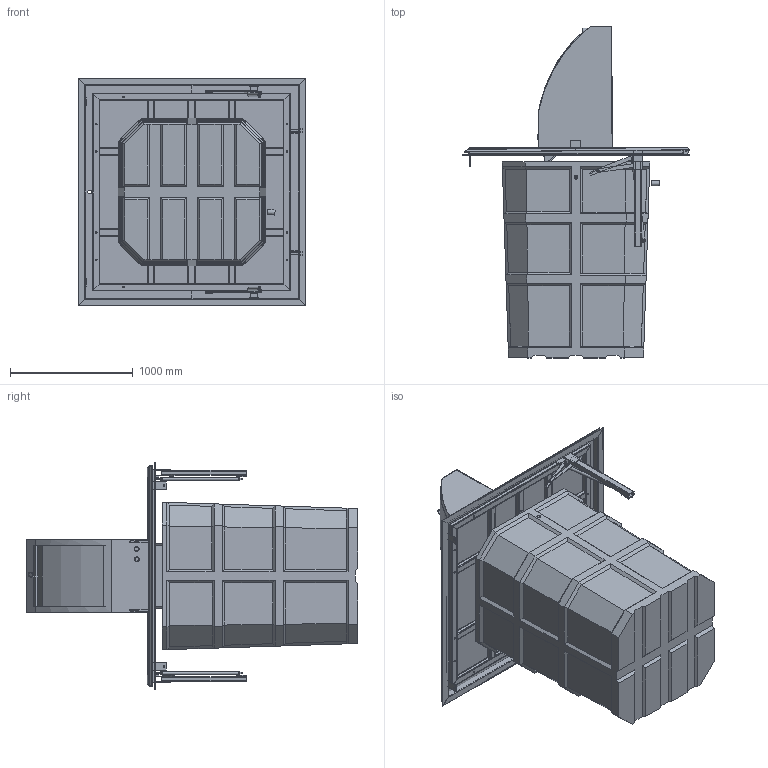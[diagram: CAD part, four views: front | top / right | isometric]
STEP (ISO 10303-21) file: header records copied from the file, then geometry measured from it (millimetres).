
FILE_DESCRIPTION(/* description */ ('STEP AP242','CAx-IF Rec.Pracs.---Representation and Presentation of Product Manufacturing Information (PMI)---4.0---2014-10-13','CAx-IF Rec.Pracs.---3D Tessellated Geometry---0.4---2014-09-14','2;1','CAx-IF Rec.Pracs.---User Defined Attributes---1.5---2016-08-15'),/* implementation_level */ '2;1');
FILE_NAME(/* name */ '6917eb66db128b0a304e720d',/* time_stamp */ '2025-11-15T02:54:32Z',/* author */ (''),/* organization */ (''),/* preprocessor_version */ 'ST-DEVELOPER v20',/* originating_system */ 'ONSHAPE BY PTC INC, 1.206',/* authorisation */ ' ');
FILE_SCHEMA (('AP242_MANAGED_MODEL_BASED_3D_ENGINEERING_MIM_LF { 1 0 10303 442 1 1 4 }'));
Length unit declared in the file: metre
Products named in the file (82): UNDERGROUND WASTE CONTAINER; YA-30-3.0M-000-150-12; despa STP2206 1150N (1) <1>; piston kovan 1700N 14-27; piston mil 14-27; YA-30-3.0M-000-102 (1) <1>; YU-30-3.0M-000-151-03; YU-30-3.0M-000-151-02; YU-30-3.0M-000-151-01; despa STP2206 1150N <1>; YA-30-3.0M-000-102 <1>; YA-30-3.0M-000-150 <1>; YA-30-3.0M-000-150-04 sol; YA-30-3.0M-000-152 <1>; i� hacim; YA-30-3.0M-000-150-04; YA-30-3.0M-000-101 <1>; YA-30-3.0M-000-100-04_Varsay�lan<Makinalanm�? O
larak>; YA-30-3.0M-000-100-12; YA-30-3.0M-000-100-12 sol; YA-30-3.0M-000-100-14 sol; YA-30-3.0M-000-100-10 sol; YA-30-3.0M-000-100-11 sol_Varsay�lan<Makinalanm�?
 Olarak>; YA-30-3.0M-000-100-06; YA-30-3.0M-000-100-10; YA-30-3.0M-000-100-11_Varsay�lan<Makinalanm�? O
larak>; YA-30-3.0M-000-100-06 sol; YA-30-3.0M-000-100-14; YA-30-3.0M-000-100 <1>; YA-30-3.0M-000-100-02; YA-30-3.0M-000-100-03_Varsay�lan<As Machine
d>; YA-30-3.0M-000-100-01; YA-30-3.0M-000-100-05; YA-30-3.0M-000-050_ac�k <1>; YA-30-3.0M-000-050-10; YA-30-3.0M-000-053 <1>; YU-30-2.0M-000-050-02; YU-30-2.0M-000-050-01; gazl? amortisor- 6-14 <1>; gazli amotisor-6-14-1 ...
Assembly tree (106 placements, depth 6):
  UNDERGROUND WASTE CONTAINER
    YA-30-3.0M-000-150-12
    despa STP2206 1150N (1) <1>
      piston kovan 1700N 14-27
      piston mil 14-27
    YA-30-3.0M-000-102 (1) <1>
      YU-30-3.0M-000-151-03
      YU-30-3.0M-000-151-02
      YU-30-3.0M-000-151-01
    despa STP2206 1150N <1>
      piston kovan 1700N 14-27
      piston mil 14-27
    YA-30-3.0M-000-102 <1>
      YU-30-3.0M-000-151-01
      YU-30-3.0M-000-151-03
      YU-30-3.0M-000-151-02
    YA-30-3.0M-000-150 <1>
      YA-30-3.0M-000-150-04 sol
      YA-30-3.0M-000-152 <1>
        YA-30-3.0M-000-150-12  x3
      i� hacim
      YA-30-3.0M-000-150-04
    YA-30-3.0M-000-101 <1>
      YA-30-3.0M-000-100-04_Varsay�lan<Makinalanm�? O
larak>
      YA-30-3.0M-000-100-12  x2
      YA-30-3.0M-000-100-12 sol  x2
      YA-30-3.0M-000-100-14 sol
      YA-30-3.0M-000-100-04_Varsay�lan<Makinalanm�? O
larak>
      YA-30-3.0M-000-100-10 sol
      YA-30-3.0M-000-100-11 sol_Varsay�lan<Makinalanm�?
 Olarak>
      YA-30-3.0M-000-100-06
      YA-30-3.0M-000-100-10
      YA-30-3.0M-000-100-11_Varsay�lan<Makinalanm�? O
larak>
      YA-30-3.0M-000-100-04_Varsay�lan<Makinalanm�? O
larak>
      YA-30-3.0M-000-100-06 sol
      YA-30-3.0M-000-100-04_Varsay�lan<Makinalanm�? O
larak>
      YA-30-3.0M-000-100-14
    YA-30-3.0M-000-100 <1>
      YA-30-3.0M-000-100-02
      YA-30-3.0M-000-100-03_Varsay�lan<As Machine
d>
      YA-30-3.0M-000-100-03_Varsay�lan<As Machine
d>
      YA-30-3.0M-000-100-03_Varsay�lan<As Machine
d>
      YA-30-3.0M-000-100-03_Varsay�lan<As Machine
d>
      YA-30-3.0M-000-100-03_Varsay�lan<As Machine
d>
      YA-30-3.0M-000-100-03_Varsay�lan<As Machine
d>
      YA-30-3.0M-000-100-01
      YA-30-3.0M-000-100-03_Varsay�lan<As Machine
d>
      YA-30-3.0M-000-100-05  x4
      YA-30-3.0M-000-100-03_Varsay�lan<As Machine
d>
      YA-30-3.0M-000-100-03_Varsay�lan<As Machine
d>
      YA-30-3.0M-000-100-03_Varsay�lan<As Machine
d>
      YA-30-3.0M-000-100-03_Varsay�lan<As Machine
d>
      YA-30-3.0M-000-100-06  x2
      YA-30-3.0M-000-100-03_Varsay�lan<As Machine
d>
      YA-30-3.0M-000-100-03_Varsay�lan<As Machine
d>
      YA-30-3.0M-000-100-03_Varsay�lan<As Machine
d>
    YA-30-3.0M-000-050_ac�k <1>
      YA-30-3.0M-000-050-10  x2
      YA-30-3.0M-000-053 <1>
        YU-30-2.0M-000-050-02
Bounding box: 1850.01 x 2699.7 x 1850 mm (x, y, z)
Volume: 1930058213.3 mm3; surface area: 29735535.7 mm2
Topology: 89 solids, 89 shells, 1586 faces, 4172 edges, 2728 vertices
Faces by surface type: plane 886, cylinder 560, torus 84, sphere 24, bspline 16, cone 16
Full cylindrical faces by diameter (mm): 3 x4, 6 x2, 6.8 x2, 7.4 x2, 8 x1, 10 x7, 10.5 x2, 11 x72, 12 x54, 14 x5, 15 x8, 15.2 x2, 16 x4, 16.8 x4, 17 x8, 18 x3, 20 x2, 20.1 x8, 23.2 x4, 24 x2, 26 x4, 26.9 x8, 27 x2, 28 x2, 30 x2, 31 x5, 32 x8, 40 x8, 41 x2, 52 x2
Entity records: 40463 total; most frequent: CARTESIAN_POINT 7126, DIRECTION 6580, ORIENTED_EDGE 6032, EDGE_CURVE 3016, AXIS2_PLACEMENT_3D 2328, VERTEX_POINT 2096, LINE 1924, VECTOR 1924
